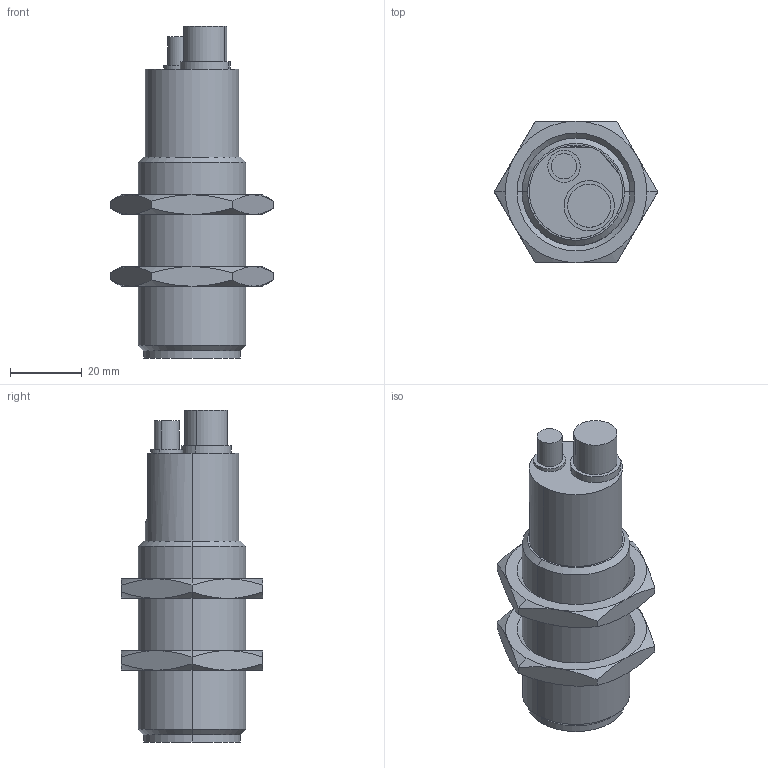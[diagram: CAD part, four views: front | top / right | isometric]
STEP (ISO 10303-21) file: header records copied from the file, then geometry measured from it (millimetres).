
FILE_DESCRIPTION((''),'2;1');
FILE_NAME('ASM0003_ASM','2011-11-30T',('dhelisch'),(''),'PRO/ENGINEER BY PARAMETRIC TECHNOLOGY CORPORATION, 2007250','PRO/ENGINEER BY PARAMETRIC TECHNOLOGY CORPORATION, 2007250','');
FILE_SCHEMA(('CONFIG_CONTROL_DESIGN'));
Length unit declared in the file: millimetre
Products named in the file (3): UC2000-30GM-IUEP-IO-V15; SECHSKANTMUTTER_4; ASM0003_ASM
Assembly tree (3 placements, depth 2):
  ASM0003_ASM
    UC2000-30GM-IUEP-IO-V15
    SECHSKANTMUTTER_4  x2
Bounding box: 45.51 x 39.41 x 92.5 mm (x, y, z)
Volume: 60090.1 mm3; surface area: 13717.8 mm2
Topology: 3 solids, 3 shells, 101 faces, 230 edges, 158 vertices
Faces by surface type: cone 48, plane 29, cylinder 24
Entity records: 2615 total; most frequent: CARTESIAN_POINT 511, DIRECTION 380, ORIENTED_EDGE 296, AXIS2_PLACEMENT_3D 159, EDGE_CURVE 148, PRESENTATION_STYLE_ASSIGNMENT 109, STYLED_ITEM 109, CURVE_STYLE 106
